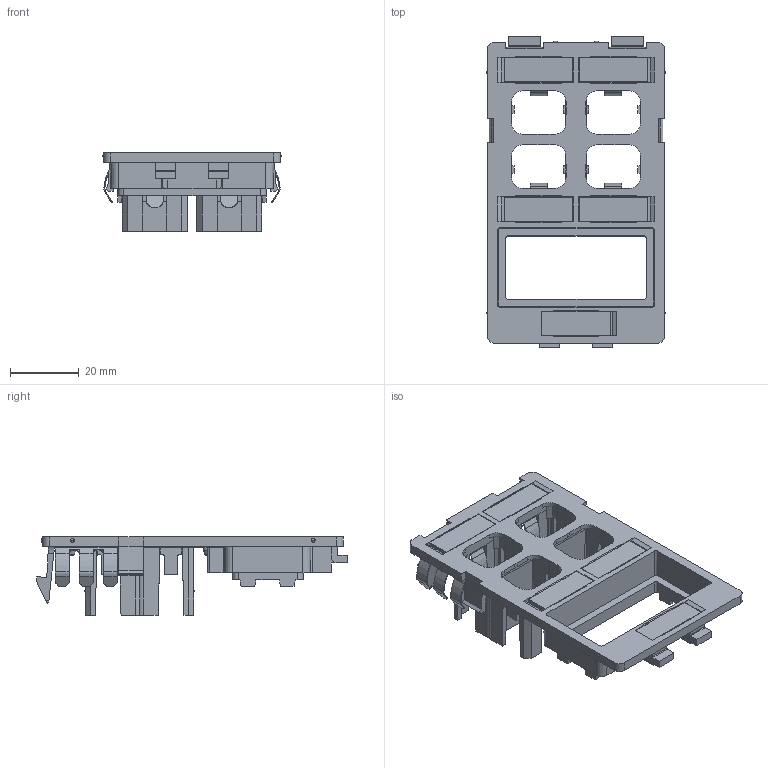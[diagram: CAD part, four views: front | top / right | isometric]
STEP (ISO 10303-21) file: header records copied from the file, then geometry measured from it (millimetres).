
FILE_DESCRIPTION(('CATIA V5 STEP Exchange','CAx-IF Rec.Pracs.--- Model Styling and Organization---1.4--- 2014-01-23'),'2;1');
FILE_NAME ('013591-3_1', '2019-10-11T05:26:24+00:00', ('none'), ('Weidmueller'), 'CATIA Version 5-6 Release 2016 SP3 HF44', 'CATIA V5 STEP AP214', 'none');
FILE_SCHEMA(('AUTOMOTIVE_DESIGN { 1 0 10303 214 1 1 1 1 }'));
Length unit declared in the file: millimetre
Products named in the file (1): 1450570000
Bounding box: 51.9 x 90.5 x 22.8 mm (x, y, z)
Volume: 15105.1 mm3; surface area: 23857.3 mm2
Topology: 7 solids, 7 shells, 1333 faces, 3562 edges, 2268 vertices
Faces by surface type: plane 897, cylinder 324, cone 44, torus 30, bspline 24, sphere 12, extrusion 2
Entity records: 40015 total; most frequent: CARTESIAN_POINT 9590, ORIENTED_EDGE 7100, DIRECTION 4877, EDGE_CURVE 3550, VECTOR 2579, LINE 2577, VERTEX_POINT 2268, AXIS2_PLACEMENT_3D 1406
